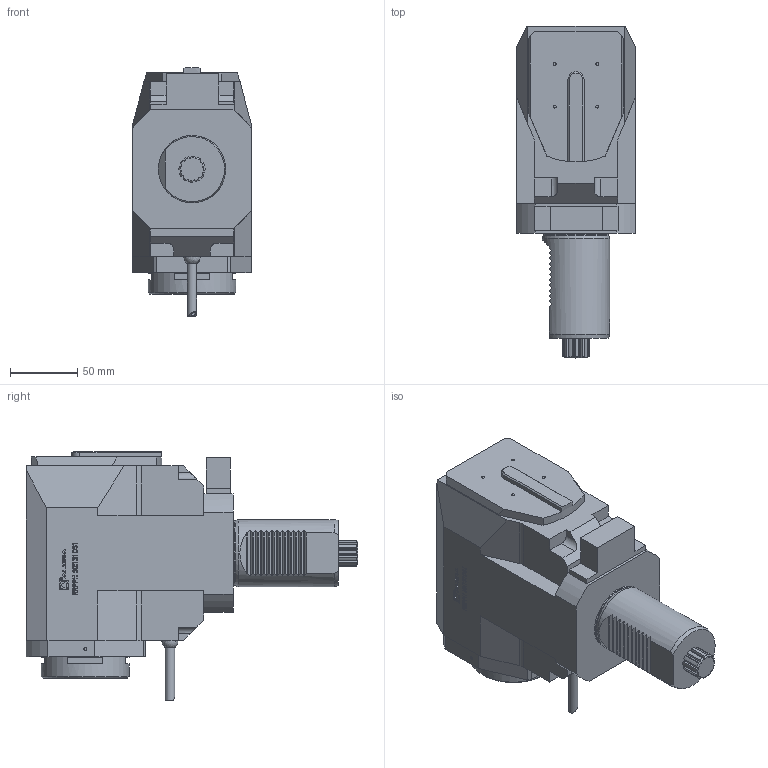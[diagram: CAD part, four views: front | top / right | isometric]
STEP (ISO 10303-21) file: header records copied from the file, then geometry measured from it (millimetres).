
FILE_DESCRIPTION (( 'STEP AP214' ), '1' );
FILE_NAME ('RRPPH50I131DS1.STEP', '2024-09-24T13:12:13', ( '' ), ( '' ), 'SwSTEP 2.0', 'SolidWorks 2023', '' );
FILE_SCHEMA (( 'AUTOMOTIVE_DESIGN' ));
Length unit declared in the file: millimetre
Products named in the file (1): RRPPH50I131DS1
Bounding box: 88 x 246.75 x 185 mm (x, y, z)
Volume: 1855188.1 mm3; surface area: 110658.3 mm2
Topology: 1 solids, 1 shells, 548 faces, 1469 edges, 977 vertices
Faces by surface type: plane 337, cylinder 109, bspline 80, cone 19, torus 2, sphere 1
Full cylindrical faces by diameter (mm): 1.7 x1, 2.1 x1, 4 x1, 6.366 x1, 7 x1, 48.7 x1, 50 x1, 65.3 x1
Entity records: 24606 total; most frequent: CARTESIAN_POINT 8364, ORIENTED_EDGE 2888, DIRECTION 2353, EDGE_CURVE 1444, VERTEX_POINT 968, LINE 947, VECTOR 947, AXIS2_PLACEMENT_3D 703
